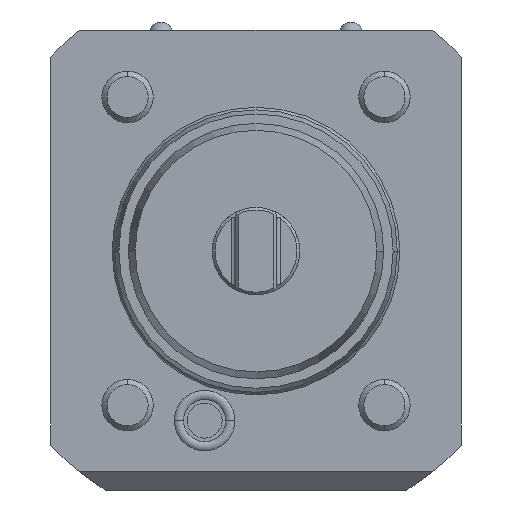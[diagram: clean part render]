
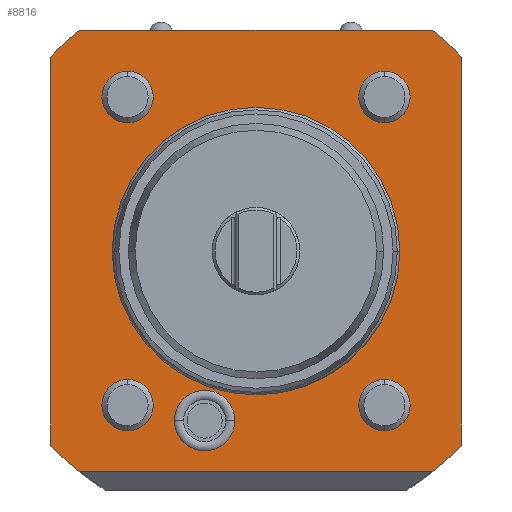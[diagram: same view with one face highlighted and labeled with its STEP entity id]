
A CAD part, front view. The second image highlights one B-rep face of the part: STEP entity #8816.
In plain terms, the highlighted planar face has unit normal (0, -1, 0).
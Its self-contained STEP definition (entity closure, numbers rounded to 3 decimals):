
#2986=CARTESIAN_POINT('',(0.,0.,0.));
#2987=DIRECTION('',(0.,-1.,0.));
#2988=DIRECTION('',(-0.727,0.,-0.686));
#2989=AXIS2_PLACEMENT_3D('',#2986,#2987,#2988);
#2991=DIRECTION('',(0.,0.,-1.));
#2992=VECTOR('',#2991,75.498);
#2993=CARTESIAN_POINT('',(-40.,0.,37.749));
#2994=LINE('',#2993,#2992);
#2995=CARTESIAN_POINT('',(0.,0.,0.));
#2996=DIRECTION('',(0.,-1.,0.));
#2997=DIRECTION('',(-0.624,0.,0.782));
#2998=AXIS2_PLACEMENT_3D('',#2995,#2996,#2997);
#3000=DIRECTION('',(-1.,0.,0.));
#3001=VECTOR('',#3000,68.586);
#3002=CARTESIAN_POINT('',(34.293,0.,43.));
#3003=LINE('',#3002,#3001);
#3004=CARTESIAN_POINT('',(0.,0.,0.));
#3005=DIRECTION('',(0.,-1.,0.));
#3006=DIRECTION('',(0.727,0.,0.686));
#3007=AXIS2_PLACEMENT_3D('',#3004,#3005,#3006);
#3009=DIRECTION('',(0.,0.,1.));
#3010=VECTOR('',#3009,75.498);
#3011=CARTESIAN_POINT('',(40.,0.,-37.749));
#3012=LINE('',#3011,#3010);
#3013=CARTESIAN_POINT('',(0.,0.,0.));
#3014=DIRECTION('',(0.,-1.,0.));
#3015=DIRECTION('',(0.625,0.,-0.781));
#3016=AXIS2_PLACEMENT_3D('',#3013,#3014,#3015);
#3023=DIRECTION('',(1.,0.,0.));
#3024=VECTOR('',#3023,68.74);
#3025=CARTESIAN_POINT('',(-34.37,0.,
-42.938));
#3026=LINE('',#3025,#3024);
#3037=CARTESIAN_POINT('',(-10.,0.,-33.));
#3038=DIRECTION('',(0.,1.,0.));
#3039=DIRECTION('',(-1.,0.,0.));
#3040=AXIS2_PLACEMENT_3D('',#3037,#3038,#3039);
#3062=CARTESIAN_POINT('',(-10.,0.,-33.));
#3063=DIRECTION('',(0.,1.,0.));
#3064=DIRECTION('',(1.,0.,0.));
#3065=AXIS2_PLACEMENT_3D('',#3062,#3063,#3064);
#3090=CARTESIAN_POINT('',(0.,0.,0.));
#3091=DIRECTION('',(0.,1.,0.));
#3092=DIRECTION('',(0.,0.,-1.));
#3093=AXIS2_PLACEMENT_3D('',#3090,#3091,#3092);
#3095=CARTESIAN_POINT('',(0.,0.,0.));
#3096=DIRECTION('',(0.,1.,0.));
#3097=DIRECTION('',(0.,0.,1.));
#3098=AXIS2_PLACEMENT_3D('',#3095,#3096,#3097);
#3680=CARTESIAN_POINT('',(25.,0.,30.));
#3681=DIRECTION('',(0.,1.,0.));
#3682=DIRECTION('',(0.,0.,-1.));
#3683=AXIS2_PLACEMENT_3D('',#3680,#3681,#3682);
#3685=CARTESIAN_POINT('',(25.,0.,30.));
#3686=DIRECTION('',(0.,1.,0.));
#3687=DIRECTION('',(0.,0.,1.));
#3688=AXIS2_PLACEMENT_3D('',#3685,#3686,#3687);
#3726=CARTESIAN_POINT('',(25.,0.,-30.));
#3727=DIRECTION('',(0.,1.,0.));
#3728=DIRECTION('',(0.,0.,-1.));
#3729=AXIS2_PLACEMENT_3D('',#3726,#3727,#3728);
#3731=CARTESIAN_POINT('',(25.,0.,-30.));
#3732=DIRECTION('',(0.,1.,0.));
#3733=DIRECTION('',(0.,0.,1.));
#3734=AXIS2_PLACEMENT_3D('',#3731,#3732,#3733);
#3772=CARTESIAN_POINT('',(-25.,0.,30.));
#3773=DIRECTION('',(0.,1.,0.));
#3774=DIRECTION('',(0.,0.,-1.));
#3775=AXIS2_PLACEMENT_3D('',#3772,#3773,#3774);
#3777=CARTESIAN_POINT('',(-25.,0.,30.));
#3778=DIRECTION('',(0.,1.,0.));
#3779=DIRECTION('',(0.,0.,1.));
#3780=AXIS2_PLACEMENT_3D('',#3777,#3778,#3779);
#3818=CARTESIAN_POINT('',(-25.,0.,-30.));
#3819=DIRECTION('',(0.,1.,0.));
#3820=DIRECTION('',(0.,0.,-1.));
#3821=AXIS2_PLACEMENT_3D('',#3818,#3819,#3820);
#3823=CARTESIAN_POINT('',(-25.,0.,-30.));
#3824=DIRECTION('',(0.,1.,0.));
#3825=DIRECTION('',(0.,0.,1.));
#3826=AXIS2_PLACEMENT_3D('',#3823,#3824,#3825);
#6027=CARTESIAN_POINT('',(40.,0.,-37.749));
#6028=CARTESIAN_POINT('',(40.,0.,37.749));
#6029=VERTEX_POINT('',#6027);
#6030=VERTEX_POINT('',#6028);
#6031=CARTESIAN_POINT('',(34.293,0.,43.));
#6032=VERTEX_POINT('',#6031);
#6033=CARTESIAN_POINT('',(-34.293,0.,43.));
#6034=VERTEX_POINT('',#6033);
#6035=CARTESIAN_POINT('',(-40.,0.,37.749));
#6036=VERTEX_POINT('',#6035);
#6037=CARTESIAN_POINT('',(-40.,0.,-37.749));
#6038=VERTEX_POINT('',#6037);
#6055=CARTESIAN_POINT('',(34.37,0.,-42.938));
#6056=VERTEX_POINT('',#6055);
#6057=CARTESIAN_POINT('',(-34.37,0.,-42.938));
#6058=VERTEX_POINT('',#6057);
#6067=CARTESIAN_POINT('',(0.,0.,-27.353));
#6068=CARTESIAN_POINT('',(0.,0.,
27.353));
#6069=VERTEX_POINT('',#6067);
#6070=VERTEX_POINT('',#6068);
#6131=CARTESIAN_POINT('',(-15.894,0.,-33.));
#6132=CARTESIAN_POINT('',(-4.106,0.,-33.));
#6133=VERTEX_POINT('',#6131);
#6134=VERTEX_POINT('',#6132);
#6135=CARTESIAN_POINT('',(-25.,0.,25.));
#6136=CARTESIAN_POINT('',(-25.,0.,35.));
#6137=VERTEX_POINT('',#6135);
#6138=VERTEX_POINT('',#6136);
#6139=CARTESIAN_POINT('',(25.,0.,25.));
#6140=CARTESIAN_POINT('',(25.,0.,35.));
#6141=VERTEX_POINT('',#6139);
#6142=VERTEX_POINT('',#6140);
#6143=CARTESIAN_POINT('',(25.,0.,-35.));
#6144=CARTESIAN_POINT('',(25.,0.,-25.));
#6145=VERTEX_POINT('',#6143);
#6146=VERTEX_POINT('',#6144);
#6147=CARTESIAN_POINT('',(-25.,0.,-35.));
#6148=CARTESIAN_POINT('',(-25.,0.,-25.));
#6149=VERTEX_POINT('',#6147);
#6150=VERTEX_POINT('',#6148);
#8764=CARTESIAN_POINT('',(0.,0.,0.));
#8765=DIRECTION('',(0.,-1.,0.));
#8766=DIRECTION('',(-1.,0.,0.));
#8767=AXIS2_PLACEMENT_3D('',#8764,#8765,#8766);
#8768=PLANE('',#8767);
#8770=ORIENTED_EDGE('',*,*,#8769,.F.);
#8771=ORIENTED_EDGE('',*,*,#8757,.F.);
#8772=ORIENTED_EDGE('',*,*,#8744,.F.);
#8773=ORIENTED_EDGE('',*,*,#8730,.F.);
#8774=ORIENTED_EDGE('',*,*,#8704,.F.);
#8775=ORIENTED_EDGE('',*,*,#8690,.F.);
#8776=ORIENTED_EDGE('',*,*,#8676,.F.);
#8777=ORIENTED_EDGE('',*,*,#8662,.F.);
#8778=EDGE_LOOP('',(#8770,#8771,#8772,#8773,#8774,#8775,#8776,#8777));
#8779=FACE_OUTER_BOUND('',#8778,.F.);
#8781=ORIENTED_EDGE('',*,*,#8780,.F.);
#8783=ORIENTED_EDGE('',*,*,#8782,.F.);
#8784=EDGE_LOOP('',(#8781,#8783));
#8785=FACE_BOUND('',#8784,.F.);
#8787=ORIENTED_EDGE('',*,*,#8786,.F.);
#8789=ORIENTED_EDGE('',*,*,#8788,.F.);
#8790=EDGE_LOOP('',(#8787,#8789));
#8791=FACE_BOUND('',#8790,.F.);
#8793=ORIENTED_EDGE('',*,*,#8792,.F.);
#8795=ORIENTED_EDGE('',*,*,#8794,.F.);
#8796=EDGE_LOOP('',(#8793,#8795));
#8797=FACE_BOUND('',#8796,.F.);
#8799=ORIENTED_EDGE('',*,*,#8798,.F.);
#8801=ORIENTED_EDGE('',*,*,#8800,.F.);
#8802=EDGE_LOOP('',(#8799,#8801));
#8803=FACE_BOUND('',#8802,.F.);
#8805=ORIENTED_EDGE('',*,*,#8804,.F.);
#8807=ORIENTED_EDGE('',*,*,#8806,.F.);
#8808=EDGE_LOOP('',(#8805,#8807));
#8809=FACE_BOUND('',#8808,.F.);
#8811=ORIENTED_EDGE('',*,*,#8810,.F.);
#8813=ORIENTED_EDGE('',*,*,#8812,.F.);
#8814=EDGE_LOOP('',(#8811,#8813));
#8815=FACE_BOUND('',#8814,.F.);
#2990=CIRCLE('',#2989,55.);
#2999=CIRCLE('',#2998,55.);
#3008=CIRCLE('',#3007,55.);
#3017=CIRCLE('',#3016,55.);
#3041=CIRCLE('',#3040,5.894);
#3066=CIRCLE('',#3065,5.894);
#3094=CIRCLE('',#3093,27.353);
#3099=CIRCLE('',#3098,27.353);
#3684=CIRCLE('',#3683,5.);
#3689=CIRCLE('',#3688,5.);
#3730=CIRCLE('',#3729,5.);
#3735=CIRCLE('',#3734,5.);
#3776=CIRCLE('',#3775,5.);
#3781=CIRCLE('',#3780,5.);
#3822=CIRCLE('',#3821,5.);
#3827=CIRCLE('',#3826,5.);
#8662=EDGE_CURVE('',#6056,#6029,#3017,.T.);
#8676=EDGE_CURVE('',#6029,#6030,#3012,.T.);
#8690=EDGE_CURVE('',#6030,#6032,#3008,.T.);
#8704=EDGE_CURVE('',#6032,#6034,#3003,.T.);
#8730=EDGE_CURVE('',#6034,#6036,#2999,.T.);
#8744=EDGE_CURVE('',#6036,#6038,#2994,.T.);
#8757=EDGE_CURVE('',#6038,#6058,#2990,.T.);
#8769=EDGE_CURVE('',#6058,#6056,#3026,.T.);
#8780=EDGE_CURVE('',#6133,#6134,#3041,.T.);
#8782=EDGE_CURVE('',#6134,#6133,#3066,.T.);
#8786=EDGE_CURVE('',#6069,#6070,#3094,.T.);
#8788=EDGE_CURVE('',#6070,#6069,#3099,.T.);
#8792=EDGE_CURVE('',#6141,#6142,#3684,.T.);
#8794=EDGE_CURVE('',#6142,#6141,#3689,.T.);
#8798=EDGE_CURVE('',#6145,#6146,#3730,.T.);
#8800=EDGE_CURVE('',#6146,#6145,#3735,.T.);
#8804=EDGE_CURVE('',#6137,#6138,#3776,.T.);
#8806=EDGE_CURVE('',#6138,#6137,#3781,.T.);
#8810=EDGE_CURVE('',#6149,#6150,#3822,.T.);
#8812=EDGE_CURVE('',#6150,#6149,#3827,.T.);
#8816=ADVANCED_FACE('',(#8779,#8785,#8791,#8797,#8803,#8809,#8815),#8768,.T.);
